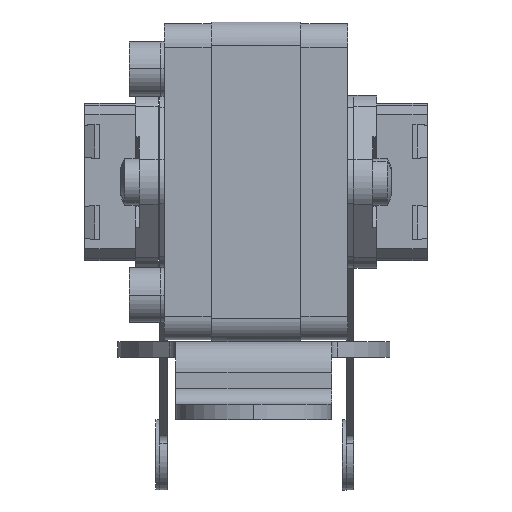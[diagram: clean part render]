
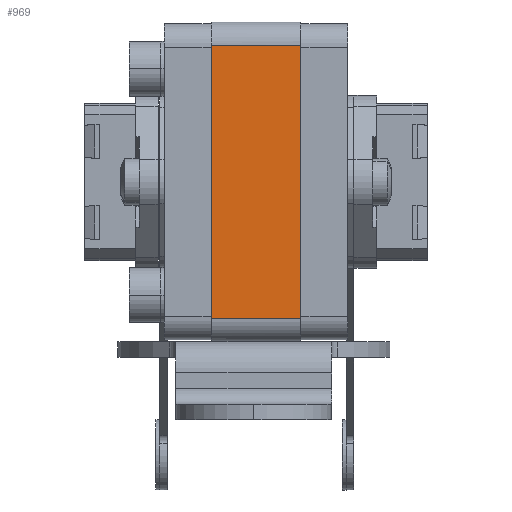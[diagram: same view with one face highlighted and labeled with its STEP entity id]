
A CAD part, front view. The second image highlights one B-rep face of the part: STEP entity #969.
In plain terms, the highlighted planar face has unit normal (0, -1, 0).
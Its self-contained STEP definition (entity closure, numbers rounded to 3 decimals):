
#949=AXIS2_PLACEMENT_3D('Plane Axis2P3D',#946,#947,#948) ;
#841=CARTESIAN_POINT('Vertex',(16.2,29.875,22.)) ;
#844=CARTESIAN_POINT('Line Origine',(16.2,29.875,39.5)) ;
#848=CARTESIAN_POINT('Vertex',(16.2,29.875,57.)) ;
#931=CARTESIAN_POINT('Vertex',(27.7,29.875,22.)) ;
#934=CARTESIAN_POINT('Line Origine',(21.95,29.875,22.)) ;
#946=CARTESIAN_POINT('Axis2P3D Location',(21.95,29.875,22.)) ;
#951=CARTESIAN_POINT('Line Origine',(27.7,29.875,39.5)) ;
#955=CARTESIAN_POINT('Vertex',(27.7,29.875,57.)) ;
#958=CARTESIAN_POINT('Line Origine',(21.95,29.875,57.)) ;
#845=DIRECTION('Vector Direction',(0.,0.,-1.)) ;
#935=DIRECTION('Vector Direction',(1.,0.,0.)) ;
#947=DIRECTION('Axis2P3D Direction',(0.,1.,0.)) ;
#948=DIRECTION('Axis2P3D XDirection',(0.,0.,1.)) ;
#952=DIRECTION('Vector Direction',(0.,0.,-1.)) ;
#959=DIRECTION('Vector Direction',(1.,0.,0.)) ;
#846=VECTOR('Line Direction',#845,1.) ;
#936=VECTOR('Line Direction',#935,1.) ;
#953=VECTOR('Line Direction',#952,1.) ;
#960=VECTOR('Line Direction',#959,1.) ;
#964=ORIENTED_EDGE('',*,*,#957,.F.) ;
#965=ORIENTED_EDGE('',*,*,#962,.F.) ;
#966=ORIENTED_EDGE('',*,*,#850,.T.) ;
#967=ORIENTED_EDGE('',*,*,#938,.T.) ;
#969=ADVANCED_FACE('Hauptk\X2\00F6\X0\rper',(#968),#950,.F.) ;
#850=EDGE_CURVE('',#849,#842,#847,.T.) ;
#938=EDGE_CURVE('',#842,#932,#937,.T.) ;
#957=EDGE_CURVE('',#956,#932,#954,.T.) ;
#962=EDGE_CURVE('',#849,#956,#961,.T.) ;
#963=EDGE_LOOP('',(#964,#965,#966,#967)) ;
#968=FACE_OUTER_BOUND('',#963,.T.) ;
#847=LINE('Line',#844,#846) ;
#937=LINE('Line',#934,#936) ;
#954=LINE('Line',#951,#953) ;
#961=LINE('Line',#958,#960) ;
#950=PLANE('',#949) ;
#842=VERTEX_POINT('',#841) ;
#849=VERTEX_POINT('',#848) ;
#932=VERTEX_POINT('',#931) ;
#956=VERTEX_POINT('',#955) ;
